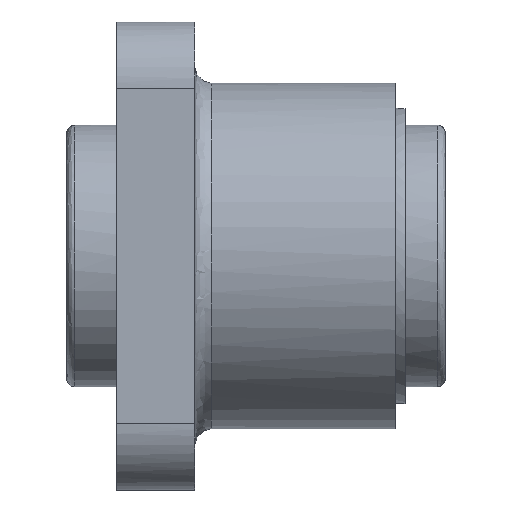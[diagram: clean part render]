
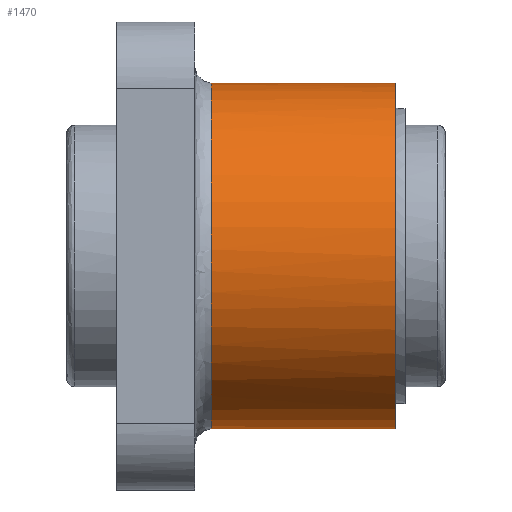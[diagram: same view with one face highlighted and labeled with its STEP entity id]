
A CAD part, front view. The second image highlights one B-rep face of the part: STEP entity #1470.
In plain terms, the highlighted free-form (B-spline) face has degree [3, 1] with [7, 2] control points.
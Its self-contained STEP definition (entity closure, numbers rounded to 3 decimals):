
#120 = CARTESIAN_POINT ('', (26., 31., 0.));
#130 = VERTEX_POINT ('', #120);
#210 = CARTESIAN_POINT ('', (26., 0., -31.));
#220 = VERTEX_POINT ('', #210);
#230 = CARTESIAN_POINT ('', (26., 31., 0.));
#240 = CARTESIAN_POINT ('', (26., 31., -15.5));
#250 = CARTESIAN_POINT ('', (26., 20.667, -31.));
#260 = CARTESIAN_POINT ('', (26., 0., -31.));
#270 = (
   BOUNDED_CURVE ()
   B_SPLINE_CURVE (3, (#230, #240, #250, #260), .UNSPECIFIED., .F., .U.)
   B_SPLINE_CURVE_WITH_KNOTS ((4, 4), (0., 1.), .UNSPECIFIED.)
   CURVE ()
   GEOMETRIC_REPRESENTATION_ITEM ()
   RATIONAL_B_SPLINE_CURVE ((0.957, 0.638, 0.478, 0.478))
   REPRESENTATION_ITEM ('')
);
#280 = EDGE_CURVE ('', #130, #220, #270, .T.);
#300 = CARTESIAN_POINT ('', (26., 0., -31.));
#310 = CARTESIAN_POINT ('', (26., -20.667, -31.));
#320 = CARTESIAN_POINT ('', (26., -31., -15.5));
#330 = CARTESIAN_POINT ('', (26., -31., 0.));
#340 = CARTESIAN_POINT ('', (26., -31., 62.));
#350 = CARTESIAN_POINT ('', (26., 31., 62.));
#360 = CARTESIAN_POINT ('', (26., 31., 0.));
#370 = (
   BOUNDED_CURVE ()
   B_SPLINE_CURVE (3, (#300, #310, #320, #330, #340, #350, #360), .UNSPECIFIED., .F., .U.)
   B_SPLINE_CURVE_WITH_KNOTS ((4, 3, 4), (0., 0.333, 1.), .UNSPECIFIED.)
   CURVE ()
   GEOMETRIC_REPRESENTATION_ITEM ()
   RATIONAL_B_SPLINE_CURVE ((0.478, 0.478, 0.638, 0.957, 0.319, 0.319, 0.957))
   REPRESENTATION_ITEM ('')
);
#380 = EDGE_CURVE ('', #220, #130, #370, .T.);
#920 = CARTESIAN_POINT ('', (59., 31., 0.));
#930 = VERTEX_POINT ('', #920);
#940 = CARTESIAN_POINT ('', (59., 0., -31.));
#950 = VERTEX_POINT ('', #940);
#960 = CARTESIAN_POINT ('', (59., 31., 0.));
#970 = CARTESIAN_POINT ('', (59., 31., -20.667));
#980 = CARTESIAN_POINT ('', (59., 15.5, -31.));
#990 = CARTESIAN_POINT ('', (59., 0., -31.));
#1000 = (
   BOUNDED_CURVE ()
   B_SPLINE_CURVE (3, (#960, #970, #980, #990), .UNSPECIFIED., .F., .U.)
   B_SPLINE_CURVE_WITH_KNOTS ((4, 4), (0., 1.), .UNSPECIFIED.)
   CURVE ()
   GEOMETRIC_REPRESENTATION_ITEM ()
   RATIONAL_B_SPLINE_CURVE ((0.5, 0.5, 0.667, 1.))
   REPRESENTATION_ITEM ('')
);
#1010 = EDGE_CURVE ('', #930, #950, #1000, .T.);
#1020 = ORIENTED_EDGE ('', *, *, #1010, .T.);
#1030 = CARTESIAN_POINT ('', (59., 0., -31.));
#1040 = CARTESIAN_POINT ('', (26., 0., -31.));
#1050 = B_SPLINE_CURVE_WITH_KNOTS ('', 1, (#1030, #1040), .UNSPECIFIED., .F., .U., (2, 2), (0., 1.), .UNSPECIFIED.);
#1060 = EDGE_CURVE ('', #950, #220, #1050, .T.);
#1070 = ORIENTED_EDGE ('', *, *, #1060, .T.);
#1080 = ORIENTED_EDGE ('', *, *, #280, .F.);
#1090 = ORIENTED_EDGE ('', *, *, #380, .F.);
#1100 = ORIENTED_EDGE ('', *, *, #1060, .F.);
#1110 = CARTESIAN_POINT ('', (59., -31., 0.));
#1120 = VERTEX_POINT ('', #1110);
#1130 = CARTESIAN_POINT ('', (59., 0., -31.));
#1140 = CARTESIAN_POINT ('', (59., -15.5, -31.));
#1150 = CARTESIAN_POINT ('', (59., -31., -20.667));
#1160 = CARTESIAN_POINT ('', (59., -31., 0.));
#1170 = (
   BOUNDED_CURVE ()
   B_SPLINE_CURVE (3, (#1130, #1140, #1150, #1160), .UNSPECIFIED., .F., .U.)
   B_SPLINE_CURVE_WITH_KNOTS ((4, 4), (0., 1.), .UNSPECIFIED.)
   CURVE ()
   GEOMETRIC_REPRESENTATION_ITEM ()
   RATIONAL_B_SPLINE_CURVE ((1., 0.667, 0.5, 0.5))
   REPRESENTATION_ITEM ('')
);
#1180 = EDGE_CURVE ('', #950, #1120, #1170, .T.);
#1190 = ORIENTED_EDGE ('', *, *, #1180, .T.);
#1200 = CARTESIAN_POINT ('', (59., -31., 0.));
#1210 = CARTESIAN_POINT ('', (59., -31., 20.667));
#1220 = CARTESIAN_POINT ('', (59., -15.5, 31.));
#1230 = CARTESIAN_POINT ('', (59., 0., 31.));
#1240 = CARTESIAN_POINT ('', (59., 15.5, 31.));
#1250 = CARTESIAN_POINT ('', (59., 31., 20.667));
#1260 = CARTESIAN_POINT ('', (59., 31., 0.));
#1270 = (
   BOUNDED_CURVE ()
   B_SPLINE_CURVE (3, (#1200, #1210, #1220, #1230, #1240, #1250, #1260), .UNSPECIFIED., .F., .U.)
   B_SPLINE_CURVE_WITH_KNOTS ((4, 3, 4), (0., 0.5, 1.), .UNSPECIFIED.)
   CURVE ()
   GEOMETRIC_REPRESENTATION_ITEM ()
   RATIONAL_B_SPLINE_CURVE ((0.5, 0.5, 0.667, 1., 0.667, 0.5, 0.5))
   REPRESENTATION_ITEM ('')
);
#1280 = EDGE_CURVE ('', #1120, #930, #1270, .T.);
#1290 = ORIENTED_EDGE ('', *, *, #1280, .T.);
#1300 = EDGE_LOOP ('', (#1020, #1070, #1080, #1090, #1100, #1190, #1290));
#1310 = FACE_OUTER_BOUND ('', #1300, .T.);
#1320 = CARTESIAN_POINT ('', (22.7, 0., -31.));
#1330 = CARTESIAN_POINT ('', (62.3, 0., -31.));
#1340 = CARTESIAN_POINT ('', (22.7, 62., -31.));
#1350 = CARTESIAN_POINT ('', (62.3, 62., -31.));
#1360 = CARTESIAN_POINT ('', (22.7, 62., 31.));
#1370 = CARTESIAN_POINT ('', (62.3, 62., 31.));
#1380 = CARTESIAN_POINT ('', (22.7, 0., 31.));
#1390 = CARTESIAN_POINT ('', (62.3, 0., 31.));
#1400 = CARTESIAN_POINT ('', (22.7, -62., 31.));
#1410 = CARTESIAN_POINT ('', (62.3, -62., 31.));
#1420 = CARTESIAN_POINT ('', (22.7, -62., -31.));
#1430 = CARTESIAN_POINT ('', (62.3, -62., -31.));
#1440 = CARTESIAN_POINT ('', (22.7, 0., -31.));
#1450 = CARTESIAN_POINT ('', (62.3, 0., -31.));
#1460 = (
   BOUNDED_SURFACE ()
   B_SPLINE_SURFACE (3, 1, ((#1320, #1330), (#1340, #1350), (#1360, #1370), (#1380, #1390), (#1400, #1410), (#1420, #1430), (#1440, #1450)), .UNSPECIFIED., .T., .F., .U.)
   B_SPLINE_SURFACE_WITH_KNOTS ((4, 3, 4), (2, 2), (0., 0.5, 1.), (0., 1.), .UNSPECIFIED.)
   SURFACE ()
   GEOMETRIC_REPRESENTATION_ITEM ()
   RATIONAL_B_SPLINE_SURFACE (((1., 1.), (0.333, 0.333), (0.333, 0.333), (1., 1.), (0.333, 0.333), (0.333, 0.333), (1., 1.)))
   REPRESENTATION_ITEM ('')
);
#1470 = ADVANCED_FACE ('', (#1310), #1460, .T.);
